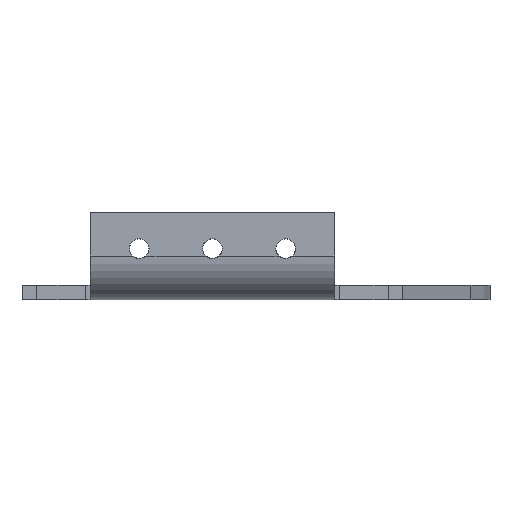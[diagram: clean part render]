
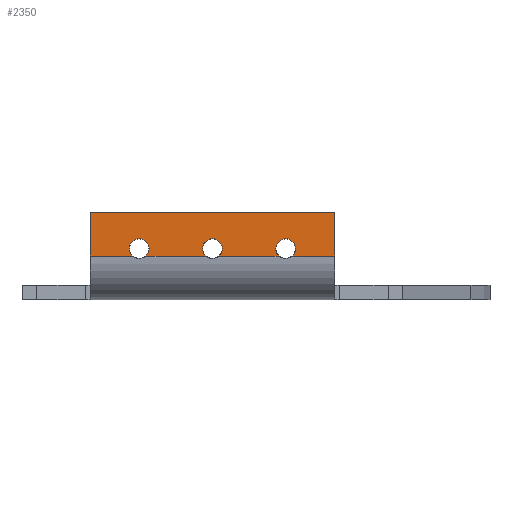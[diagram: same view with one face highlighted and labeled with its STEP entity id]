
A CAD part, left-side view. The second image highlights one B-rep face of the part: STEP entity #2350.
In plain terms, the highlighted planar face has unit normal (-1, 0, 0).
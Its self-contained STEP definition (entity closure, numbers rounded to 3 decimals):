
#44 = CARTESIAN_POINT ( 'NONE',  ( -60., 0., 0. ) ) ;
#67 = CIRCLE ( 'NONE', #3702, 2.025 ) ;
#71 = LINE ( 'NONE', #1024, #3480 ) ;
#80 = VERTEX_POINT ( 'NONE', #3085 ) ;
#99 = VERTEX_POINT ( 'NONE', #2463 ) ;
#125 = CARTESIAN_POINT ( 'NONE',  ( -60., -16., 6. ) ) ;
#141 = CARTESIAN_POINT ( 'NONE',  ( -60., -6., 7.5 ) ) ;
#150 = DIRECTION ( 'NONE',  ( 0., 1., 0. ) ) ;
#195 = ORIENTED_EDGE ( 'NONE', *, *, #622, .F. ) ;
#255 = CARTESIAN_POINT ( 'NONE',  ( -60., 24., 7.5 ) ) ;
#274 = ORIENTED_EDGE ( 'NONE', *, *, #365, .F. ) ;
#338 = DIRECTION ( 'NONE',  ( -1., 0., 0. ) ) ;
#345 = ORIENTED_EDGE ( 'NONE', *, *, #2128, .F. ) ;
#356 = ORIENTED_EDGE ( 'NONE', *, *, #2385, .F. ) ;
#363 = ORIENTED_EDGE ( 'NONE', *, *, #1108, .F. ) ;
#365 = EDGE_CURVE ( 'NONE', #1215, #697, #2988, .T. ) ;
#436 = VECTOR ( 'NONE', #2878, 1000. ) ;
#492 = LINE ( 'NONE', #836, #901 ) ;
#579 = CARTESIAN_POINT ( 'NONE',  ( -60., 9., 7.5 ) ) ;
#618 = DIRECTION ( 'NONE',  ( 0., 0., -1. ) ) ;
#622 = EDGE_CURVE ( 'NONE', #80, #1329, #3493, .T. ) ;
#697 = VERTEX_POINT ( 'NONE', #1291 ) ;
#730 = LINE ( 'NONE', #2573, #436 ) ;
#772 = DIRECTION ( 'NONE',  ( -1., 0., 0. ) ) ;
#836 = CARTESIAN_POINT ( 'NONE',  ( -60., 34., 6. ) ) ;
#881 = CARTESIAN_POINT ( 'NONE',  ( -60., 7.64, 6. ) ) ;
#892 = CARTESIAN_POINT ( 'NONE',  ( -60., -6., 7.5 ) ) ;
#901 = VECTOR ( 'NONE', #1177, 1000. ) ;
#934 = CARTESIAN_POINT ( 'NONE',  ( -60., 34., 6. ) ) ;
#935 = VERTEX_POINT ( 'NONE', #881 ) ;
#973 = VERTEX_POINT ( 'NONE', #1059 ) ;
#980 = DIRECTION ( 'NONE',  ( 0., 0., 1. ) ) ;
#1018 = DIRECTION ( 'NONE',  ( 0., 0., 1. ) ) ;
#1024 = CARTESIAN_POINT ( 'NONE',  ( -60., 34., 6. ) ) ;
#1028 = CARTESIAN_POINT ( 'NONE',  ( -60., 34., 0. ) ) ;
#1059 = CARTESIAN_POINT ( 'NONE',  ( -60., 24., 9.525 ) ) ;
#1108 = EDGE_CURVE ( 'NONE', #2258, #973, #67, .T. ) ;
#1177 = DIRECTION ( 'NONE',  ( 0., 1., 0. ) ) ;
#1210 = DIRECTION ( 'NONE',  ( 1., 0., 0. ) ) ;
#1215 = VERTEX_POINT ( 'NONE', #125 ) ;
#1217 = DIRECTION ( 'NONE',  ( 0., 0., 1. ) ) ;
#1291 = CARTESIAN_POINT ( 'NONE',  ( -60., -7.36, 6. ) ) ;
#1329 = VERTEX_POINT ( 'NONE', #1983 ) ;
#1465 = DIRECTION ( 'NONE',  ( -1., 0., 0. ) ) ;
#1545 = CARTESIAN_POINT ( 'NONE',  ( -60., 22.64, 6. ) ) ;
#1618 = LINE ( 'NONE', #1664, #2219 ) ;
#1664 = CARTESIAN_POINT ( 'NONE',  ( -60., 34., 15. ) ) ;
#1758 = ORIENTED_EDGE ( 'NONE', *, *, #1979, .F. ) ;
#1776 = AXIS2_PLACEMENT_3D ( 'NONE', #892, #3432, #1217 ) ;
#1790 = CIRCLE ( 'NONE', #3785, 2.025 ) ;
#1825 = CARTESIAN_POINT ( 'NONE',  ( -60., 24., 7.5 ) ) ;
#1837 = VERTEX_POINT ( 'NONE', #3323 ) ;
#1887 = EDGE_CURVE ( 'NONE', #697, #99, #3174, .T. ) ;
#1970 = VERTEX_POINT ( 'NONE', #3269 ) ;
#1978 = ORIENTED_EDGE ( 'NONE', *, *, #3443, .F. ) ;
#1979 = EDGE_CURVE ( 'NONE', #2066, #2265, #2114, .T. ) ;
#1983 = CARTESIAN_POINT ( 'NONE',  ( -60., 34., 6. ) ) ;
#2012 = ORIENTED_EDGE ( 'NONE', *, *, #3748, .F. ) ;
#2041 = CIRCLE ( 'NONE', #4095, 2.025 ) ;
#2057 = EDGE_CURVE ( 'NONE', #1329, #3599, #2905, .T. ) ;
#2066 = VERTEX_POINT ( 'NONE', #3870 ) ;
#2114 = CIRCLE ( 'NONE', #3775, 2.025 ) ;
#2128 = EDGE_CURVE ( 'NONE', #99, #1970, #3322, .T. ) ;
#2155 = DIRECTION ( 'NONE',  ( 0., 0., 1. ) ) ;
#2208 = PLANE ( 'NONE',  #3859 ) ;
#2219 = VECTOR ( 'NONE', #2901, 1000. ) ;
#2258 = VERTEX_POINT ( 'NONE', #1545 ) ;
#2265 = VERTEX_POINT ( 'NONE', #3751 ) ;
#2311 = VECTOR ( 'NONE', #3245, 1000. ) ;
#2340 = DIRECTION ( 'NONE',  ( -1., 0., 0. ) ) ;
#2350 = ADVANCED_FACE ( 'NONE', ( #2826 ), #2208, .F. ) ;
#2360 = VECTOR ( 'NONE', #2842, 1000. ) ;
#2385 = EDGE_CURVE ( 'NONE', #935, #2066, #1790, .T. ) ;
#2463 = CARTESIAN_POINT ( 'NONE',  ( -60., -6., 9.525 ) ) ;
#2476 = EDGE_LOOP ( 'NONE', ( #195, #1978, #363, #2823, #1758, #356, #3638, #345, #3595, #274, #2902, #2012, #4004 ) ) ;
#2573 = CARTESIAN_POINT ( 'NONE',  ( -60., -16., 15. ) ) ;
#2595 = CARTESIAN_POINT ( 'NONE',  ( -60., 34., 15. ) ) ;
#2713 = DIRECTION ( 'NONE',  ( 0., 0., 1. ) ) ;
#2823 = ORIENTED_EDGE ( 'NONE', *, *, #3389, .F. ) ;
#2826 = FACE_OUTER_BOUND ( 'NONE', #2476, .T. ) ;
#2842 = DIRECTION ( 'NONE',  ( 0., 1., 0. ) ) ;
#2878 = DIRECTION ( 'NONE',  ( 0., 0., -1. ) ) ;
#2901 = DIRECTION ( 'NONE',  ( 0., -1., 0. ) ) ;
#2902 = ORIENTED_EDGE ( 'NONE', *, *, #3602, .F. ) ;
#2905 = LINE ( 'NONE', #1028, #2311 ) ;
#2947 = VECTOR ( 'NONE', #150, 1000. ) ;
#2988 = LINE ( 'NONE', #3865, #2947 ) ;
#3085 = CARTESIAN_POINT ( 'NONE',  ( -60., 25.36, 6. ) ) ;
#3159 = DIRECTION ( 'NONE',  ( -1., 0., 0. ) ) ;
#3174 = CIRCLE ( 'NONE', #1776, 2.025 ) ;
#3181 = CARTESIAN_POINT ( 'NONE',  ( -60., 9., 7.5 ) ) ;
#3245 = DIRECTION ( 'NONE',  ( 0., 0., 1. ) ) ;
#3269 = CARTESIAN_POINT ( 'NONE',  ( -60., -4.64, 6. ) ) ;
#3322 = CIRCLE ( 'NONE', #3846, 2.025 ) ;
#3323 = CARTESIAN_POINT ( 'NONE',  ( -60., -16., 15. ) ) ;
#3389 = EDGE_CURVE ( 'NONE', #2265, #2258, #492, .T. ) ;
#3432 = DIRECTION ( 'NONE',  ( -1., 0., 0. ) ) ;
#3443 = EDGE_CURVE ( 'NONE', #973, #80, #2041, .T. ) ;
#3480 = VECTOR ( 'NONE', #3914, 1000. ) ;
#3493 = LINE ( 'NONE', #934, #2360 ) ;
#3595 = ORIENTED_EDGE ( 'NONE', *, *, #1887, .F. ) ;
#3599 = VERTEX_POINT ( 'NONE', #2595 ) ;
#3602 = EDGE_CURVE ( 'NONE', #1837, #1215, #730, .T. ) ;
#3638 = ORIENTED_EDGE ( 'NONE', *, *, #3799, .F. ) ;
#3700 = DIRECTION ( 'NONE',  ( 0., 0., 1. ) ) ;
#3702 = AXIS2_PLACEMENT_3D ( 'NONE', #1825, #1465, #3700 ) ;
#3748 = EDGE_CURVE ( 'NONE', #3599, #1837, #1618, .T. ) ;
#3751 = CARTESIAN_POINT ( 'NONE',  ( -60., 10.36, 6. ) ) ;
#3775 = AXIS2_PLACEMENT_3D ( 'NONE', #3181, #338, #980 ) ;
#3785 = AXIS2_PLACEMENT_3D ( 'NONE', #579, #2340, #1018 ) ;
#3799 = EDGE_CURVE ( 'NONE', #1970, #935, #71, .T. ) ;
#3846 = AXIS2_PLACEMENT_3D ( 'NONE', #141, #772, #2713 ) ;
#3859 = AXIS2_PLACEMENT_3D ( 'NONE', #44, #1210, #618 ) ;
#3865 = CARTESIAN_POINT ( 'NONE',  ( -60., 34., 6. ) ) ;
#3870 = CARTESIAN_POINT ( 'NONE',  ( -60., 9., 9.525 ) ) ;
#3914 = DIRECTION ( 'NONE',  ( 0., 1., 0. ) ) ;
#4004 = ORIENTED_EDGE ( 'NONE', *, *, #2057, .F. ) ;
#4095 = AXIS2_PLACEMENT_3D ( 'NONE', #255, #3159, #2155 ) ;
